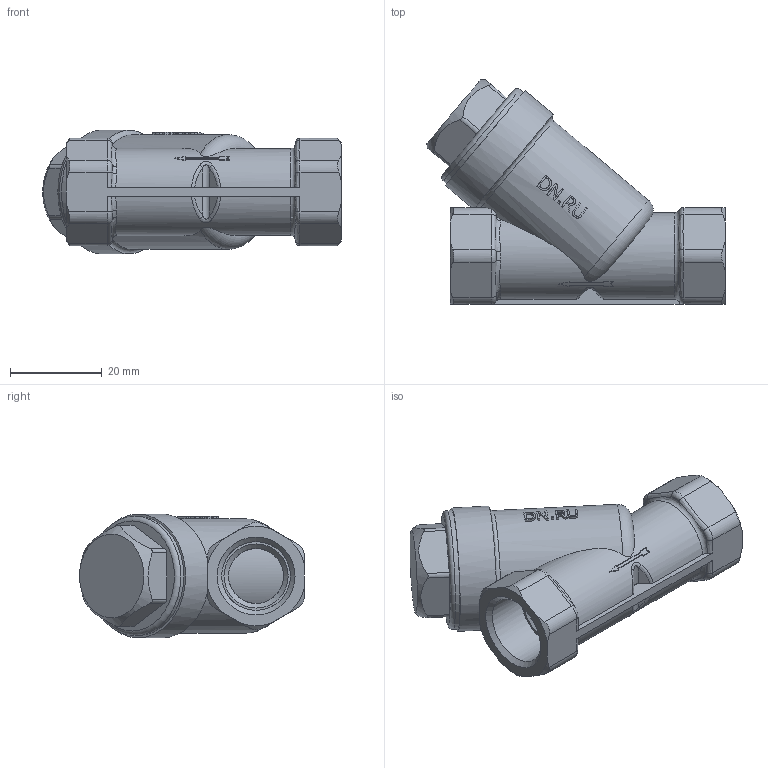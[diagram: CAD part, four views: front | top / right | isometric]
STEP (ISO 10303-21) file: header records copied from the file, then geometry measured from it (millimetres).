
FILE_DESCRIPTION(/* description */ (''),/* implementation_level */ '2;1');
FILE_NAME(/* name */ 'DN15_3D_STEP.stp',/* time_stamp */ '2024-04-14T22:21:33+03:00',/* author */ ('igorr'),/* organization */ (''),/* preprocessor_version */ 'ST-DEVELOPER v19.2',/* originating_system */ 'Autodesk Inventor 2023',/* authorisation */ '');
FILE_SCHEMA (('AUTOMOTIVE_DESIGN { 1 0 10303 214 3 1 1 }'));
Length unit declared in the file: millimetre
Products named in the file (1): Деталь
Bounding box: 65.11 x 49.05 x 27 mm (x, y, z)
Volume: 31125.2 mm3; surface area: 9505.5 mm2
Topology: 1 solids, 1 shells, 231 faces, 598 edges, 382 vertices
Faces by surface type: plane 94, cylinder 56, bspline 42, torus 22, cone 17
Full cylindrical faces by diameter (mm): 12 x2, 15 x2, 26 x1, 27 x1
Entity records: 9088 total; most frequent: CARTESIAN_POINT 3398, ORIENTED_EDGE 1196, DIRECTION 1067, EDGE_CURVE 598, AXIS2_PLACEMENT_3D 434, VERTEX_POINT 382, EDGE_LOOP 246, FACE_OUTER_BOUND 231
